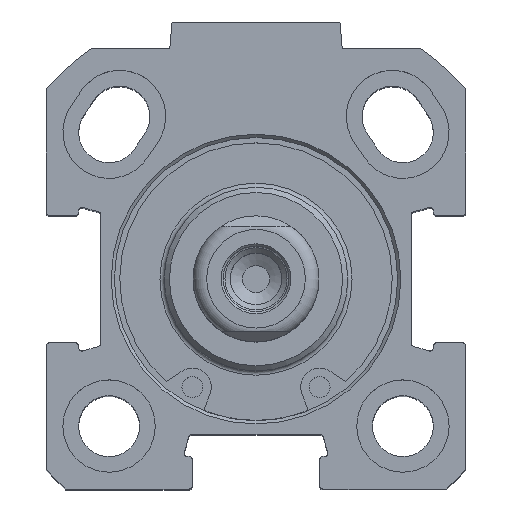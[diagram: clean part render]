
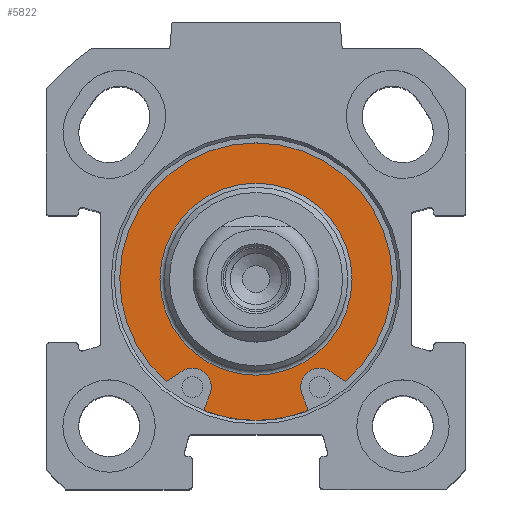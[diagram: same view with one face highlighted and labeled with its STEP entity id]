
A CAD part, top view. The second image highlights one B-rep face of the part: STEP entity #5822.
In plain terms, the highlighted planar face has unit normal (0, 0, 1).
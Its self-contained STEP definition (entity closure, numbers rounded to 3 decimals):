
#5418=CARTESIAN_POINT('',(4.972,-12.497,45.4));
#5419=VERTEX_POINT('',#5418);
#5420=CARTESIAN_POINT('',(-4.972,-12.497,45.4));
#5421=VERTEX_POINT('',#5420);
#5516=CARTESIAN_POINT('',(-7.047,-8.778,45.4));
#5517=VERTEX_POINT('',#5516);
#5518=CARTESIAN_POINT('',(-4.376,-10.92,45.4));
#5519=VERTEX_POINT('',#5518);
#5520=CARTESIAN_POINT('',(-6.059,-10.283,45.4));
#5521=DIRECTION('',(0.0,0.0,-1.0));
#5522=DIRECTION('',(0.549,-0.836,0.0));
#5523=AXIS2_PLACEMENT_3D('',#5520,#5521,#5522);
#5524=CIRCLE('',#5523,1.8);
#5525=EDGE_CURVE('',#5517,#5519,#5524,.T.);
#5558=CARTESIAN_POINT('',(-8.554,-9.767,45.4));
#5559=VERTEX_POINT('',#5558);
#5560=CARTESIAN_POINT('',(-8.554,-9.767,45.4));
#5561=DIRECTION('',(0.836,0.549,0.0));
#5562=VECTOR('',#5561,1.802);
#5563=LINE('',#5560,#5562);
#5564=EDGE_CURVE('',#5559,#5517,#5563,.T.);
#5589=CARTESIAN_POINT('',(8.554,-9.767,45.4));
#5590=VERTEX_POINT('',#5589);
#5591=CARTESIAN_POINT('',(0.,0.,45.4));
#5592=DIRECTION('',(0.0,0.0,1.0));
#5593=DIRECTION('',(-0.659,-0.752,0.0));
#5594=AXIS2_PLACEMENT_3D('',#5591,#5592,#5593);
#5595=CIRCLE('',#5594,12.983);
#5596=EDGE_CURVE('',#5590,#5559,#5595,.T.);
#5622=CARTESIAN_POINT('',(7.047,-8.778,45.4));
#5623=VERTEX_POINT('',#5622);
#5624=CARTESIAN_POINT('',(7.047,-8.778,45.4));
#5625=DIRECTION('',(0.836,-0.549,0.0));
#5626=VECTOR('',#5625,1.802);
#5627=LINE('',#5624,#5626);
#5628=EDGE_CURVE('',#5623,#5590,#5627,.T.);
#5653=CARTESIAN_POINT('',(4.376,-10.92,45.4));
#5654=VERTEX_POINT('',#5653);
#5655=CARTESIAN_POINT('',(6.059,-10.283,45.4));
#5656=DIRECTION('',(0.0,0.0,-1.0));
#5657=DIRECTION('',(0.935,0.354,0.0));
#5658=AXIS2_PLACEMENT_3D('',#5655,#5656,#5657);
#5659=CIRCLE('',#5658,1.8);
#5660=EDGE_CURVE('',#5654,#5623,#5659,.T.);
#5686=CARTESIAN_POINT('',(4.972,-12.497,45.4));
#5687=DIRECTION('',(-0.354,0.935,0.0));
#5688=VECTOR('',#5687,1.686);
#5689=LINE('',#5686,#5688);
#5690=EDGE_CURVE('',#5419,#5654,#5689,.T.);
#5742=CARTESIAN_POINT('',(-4.376,-10.92,45.4));
#5743=DIRECTION('',(-0.354,-0.935,0.0));
#5744=VECTOR('',#5743,1.686);
#5745=LINE('',#5742,#5744);
#5746=EDGE_CURVE('',#5519,#5421,#5745,.T.);
#5790=CARTESIAN_POINT('',(0.,-11.3,45.4));
#5791=DIRECTION('',(0.0,0.0,1.0));
#5792=DIRECTION('',(1.0,0.0,0.0));
#5793=AXIS2_PLACEMENT_3D('',#5790,#5791,#5792);
#5794=PLANE('',#5793);
#5795=ORIENTED_EDGE('',*,*,#5690,.T.);
#5796=ORIENTED_EDGE('',*,*,#5660,.T.);
#5797=ORIENTED_EDGE('',*,*,#5628,.T.);
#5798=ORIENTED_EDGE('',*,*,#5596,.T.);
#5799=ORIENTED_EDGE('',*,*,#5564,.T.);
#5800=ORIENTED_EDGE('',*,*,#5525,.T.);
#5801=ORIENTED_EDGE('',*,*,#5746,.T.);
#5802=CARTESIAN_POINT('',(0.,0.,45.4));
#5803=DIRECTION('',(0.0,0.0,1.0));
#5804=DIRECTION('',(0.0,-1.0,0.0));
#5805=AXIS2_PLACEMENT_3D('',#5802,#5803,#5804);
#5806=CIRCLE('',#5805,13.45);
#5807=EDGE_CURVE('',#5421,#5419,#5806,.T.);
#5808=ORIENTED_EDGE('',*,*,#5807,.T.);
#5809=EDGE_LOOP('',(#5795,#5796,#5797,#5798,#5799,#5800,#5801,#5808));
#5810=FACE_OUTER_BOUND('',#5809,.T.);
#5811=CARTESIAN_POINT('',(0.,-9.15,45.4));
#5812=VERTEX_POINT('',#5811);
#5813=CARTESIAN_POINT('',(0.,0.,45.4));
#5814=DIRECTION('',(0.0,0.0,1.0));
#5815=DIRECTION('',(0.0,-1.0,0.0));
#5816=AXIS2_PLACEMENT_3D('',#5813,#5814,#5815);
#5817=CIRCLE('',#5816,9.15);
#5818=EDGE_CURVE('',#5812,#5812,#5817,.T.);
#5819=ORIENTED_EDGE('',*,*,#5818,.F.);
#5820=EDGE_LOOP('',(#5819));
#5821=FACE_BOUND('',#5820,.T.);
#5822=ADVANCED_FACE('',(#5810,#5821),#5794,.T.);
